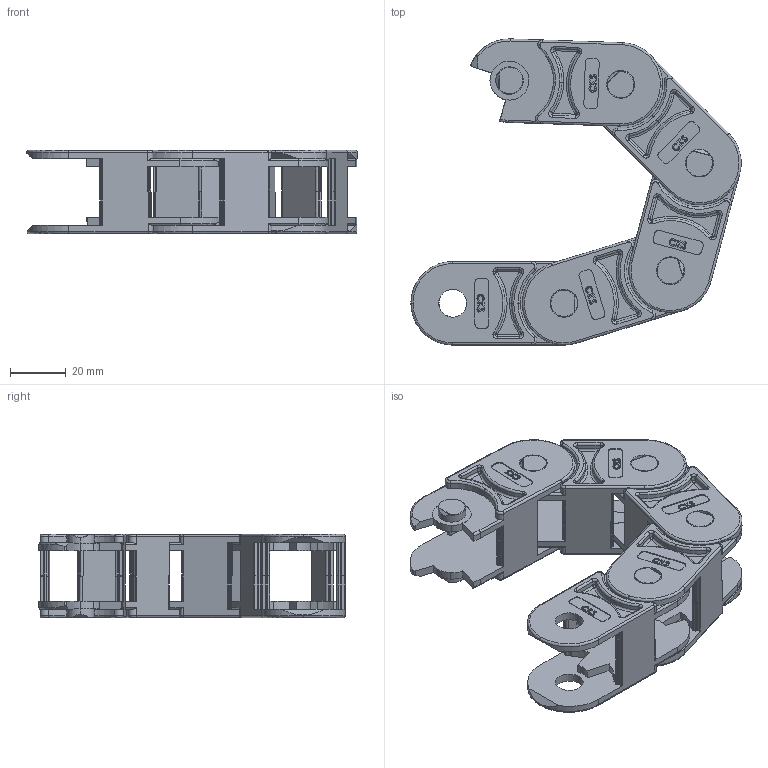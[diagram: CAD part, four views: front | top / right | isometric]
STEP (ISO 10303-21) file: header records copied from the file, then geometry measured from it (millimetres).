
FILE_DESCRIPTION (( 'STEP AP214' ), '1' );
FILE_NAME ('CK24-F018-R040.STEP', '2019-09-10T12:03:50', ( '' ), ( '' ), 'SwSTEP 2.0', 'SolidWorks 2017', '' );
FILE_SCHEMA (( 'AUTOMOTIVE_DESIGN' ));
Length unit declared in the file: millimetre
Products named in the file (2): CK24-F018-R100; CK24-F018-R040
Assembly tree (5 placements, depth 2):
  CK24-F018-R040
    CK24-F018-R100  x5
Bounding box: 118.63 x 110 x 30 mm (x, y, z)
Volume: 71147.3 mm3; surface area: 51782 mm2
Topology: 5 solids, 5 shells, 1500 faces, 3935 edges, 2440 vertices
Faces by surface type: cylinder 590, plane 490, torus 220, bspline 120, sphere 80
Entity records: 10526 total; most frequent: CARTESIAN_POINT 3172, ORIENTED_EDGE 1558, DIRECTION 1535, EDGE_CURVE 779, AXIS2_PLACEMENT_3D 574, VERTEX_POINT 488, LINE 387, VECTOR 387
